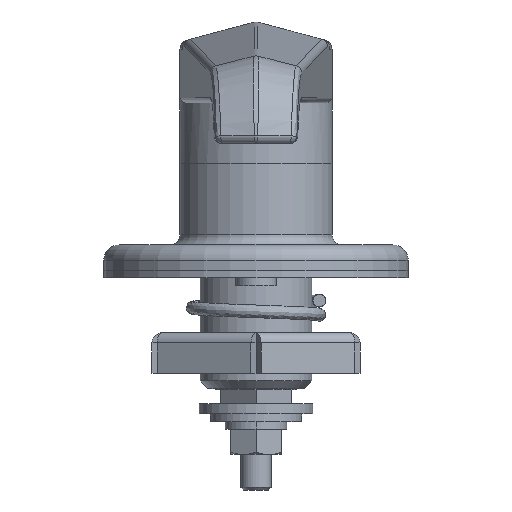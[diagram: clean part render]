
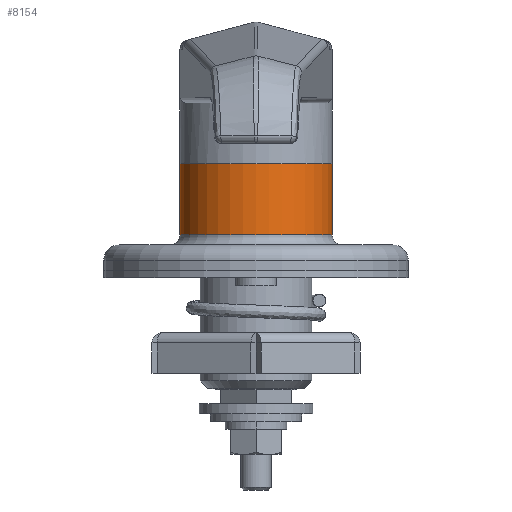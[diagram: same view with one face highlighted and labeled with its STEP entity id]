
A CAD part, front view. The second image highlights one B-rep face of the part: STEP entity #8154.
In plain terms, the highlighted cylindrical face has radius 15 mm (diameter 30 mm), a partial arc.
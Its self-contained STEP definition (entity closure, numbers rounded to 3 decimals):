
#1001 = CARTESIAN_POINT ( 'NONE',  ( 15., 0., 8.833 ) ) ;
#1440 = FACE_OUTER_BOUND ( 'NONE', #4662, .T. ) ;
#1638 = CARTESIAN_POINT ( 'NONE',  ( -15., 0., -14. ) ) ;
#1702 = DIRECTION ( 'NONE',  ( 0., 0., 1. ) ) ;
#2611 = ORIENTED_EDGE ( 'NONE', *, *, #8717, .T. ) ;
#2638 = DIRECTION ( 'NONE',  ( 0., 0., 1. ) ) ;
#2677 = LINE ( 'NONE', #1001, #10187 ) ;
#3084 = AXIS2_PLACEMENT_3D ( 'NONE', #3320, #4443, #6785 ) ;
#3320 = CARTESIAN_POINT ( 'NONE',  ( 0., 0., 8.833 ) ) ;
#3652 = DIRECTION ( 'NONE',  ( 1., 0., 0. ) ) ;
#3660 = EDGE_CURVE ( 'NONE', #13769, #13014, #13758, .T. ) ;
#4443 = DIRECTION ( 'NONE',  ( 0., 0., 1. ) ) ;
#4662 = EDGE_LOOP ( 'NONE', ( #6118, #9749, #2611, #14263 ) ) ;
#5005 = EDGE_CURVE ( 'NONE', #13014, #7630, #9202, .T. ) ;
#5696 = CARTESIAN_POINT ( 'NONE',  ( -15., 0., 0. ) ) ;
#6118 = ORIENTED_EDGE ( 'NONE', *, *, #3660, .F. ) ;
#6785 = DIRECTION ( 'NONE',  ( 1., 0., 0. ) ) ;
#7355 = CARTESIAN_POINT ( 'NONE',  ( -15., 0., 8.833 ) ) ;
#7427 = CARTESIAN_POINT ( 'NONE',  ( 15., 0., 0. ) ) ;
#7630 = VERTEX_POINT ( 'NONE', #7427 ) ;
#8154 = ADVANCED_FACE ( 'NONE', ( #1440 ), #8446, .T. ) ;
#8446 = CYLINDRICAL_SURFACE ( 'NONE', #3084, 15. ) ;
#8717 = EDGE_CURVE ( 'NONE', #12743, #7630, #2677, .T. ) ;
#9202 = CIRCLE ( 'NONE', #10123, 15. ) ;
#9474 = EDGE_CURVE ( 'NONE', #13769, #12743, #10380, .T. ) ;
#9749 = ORIENTED_EDGE ( 'NONE', *, *, #9474, .T. ) ;
#10123 = AXIS2_PLACEMENT_3D ( 'NONE', #11375, #10452, #3652 ) ;
#10187 = VECTOR ( 'NONE', #11927, 1000. ) ;
#10380 = CIRCLE ( 'NONE', #11936, 15. ) ;
#10452 = DIRECTION ( 'NONE',  ( 0., 0., 1. ) ) ;
#11375 = CARTESIAN_POINT ( 'NONE',  ( 0., 0., 0. ) ) ;
#11649 = CARTESIAN_POINT ( 'NONE',  ( 0., 0., -14. ) ) ;
#11927 = DIRECTION ( 'NONE',  ( 0., 0., 1. ) ) ;
#11936 = AXIS2_PLACEMENT_3D ( 'NONE', #11649, #2638, #12775 ) ;
#12743 = VERTEX_POINT ( 'NONE', #13350 ) ;
#12775 = DIRECTION ( 'NONE',  ( -1., 0., 0. ) ) ;
#13014 = VERTEX_POINT ( 'NONE', #5696 ) ;
#13350 = CARTESIAN_POINT ( 'NONE',  ( 15., 0., -14. ) ) ;
#13758 = LINE ( 'NONE', #7355, #13949 ) ;
#13769 = VERTEX_POINT ( 'NONE', #1638 ) ;
#13949 = VECTOR ( 'NONE', #1702, 1000. ) ;
#14263 = ORIENTED_EDGE ( 'NONE', *, *, #5005, .F. ) ;
